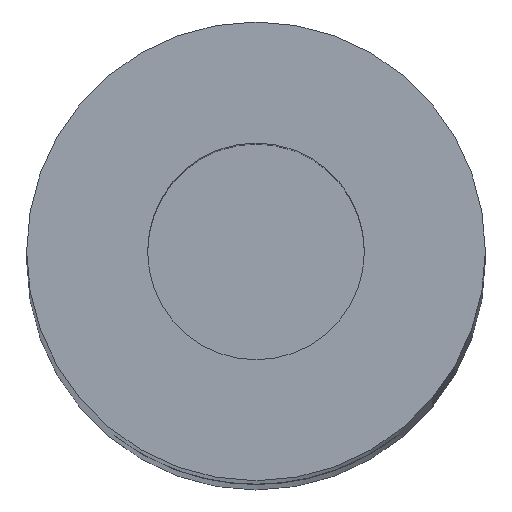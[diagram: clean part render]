
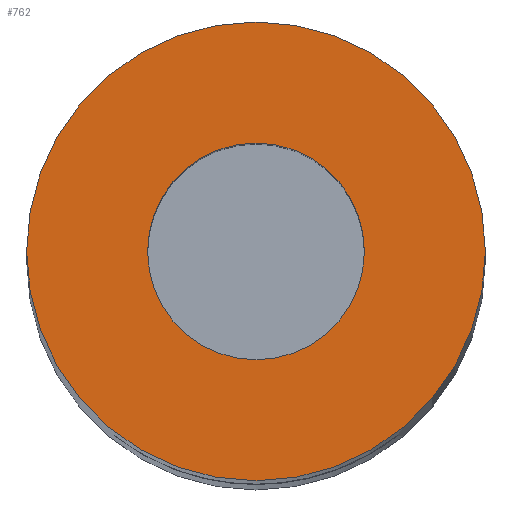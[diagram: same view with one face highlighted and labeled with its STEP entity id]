
A CAD part, top view. The second image highlights one B-rep face of the part: STEP entity #762.
In plain terms, the highlighted planar face has unit normal (0, 0, 1).
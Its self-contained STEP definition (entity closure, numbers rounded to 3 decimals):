
#37 = AXIS2_PLACEMENT_3D ( 'NONE', #319, #311, #303 ) ;
#42 = CIRCLE ( 'NONE', #459, 3. ) ;
#47 = CARTESIAN_POINT ( 'NONE',  ( 0., 0., 0. ) ) ;
#51 = VERTEX_POINT ( 'NONE', #342 ) ;
#69 = CARTESIAN_POINT ( 'NONE',  ( -6.35, 0., 0. ) ) ;
#82 = AXIS2_PLACEMENT_3D ( 'NONE', #633, #661, #485 ) ;
#88 = CIRCLE ( 'NONE', #96, 3. ) ;
#96 = AXIS2_PLACEMENT_3D ( 'NONE', #317, #312, #272 ) ;
#105 = DIRECTION ( 'NONE',  ( 0., 0., 1. ) ) ;
#174 = DIRECTION ( 'NONE',  ( 1., 0., 0. ) ) ;
#186 = EDGE_LOOP ( 'NONE', ( #630, #232 ) ) ;
#222 = CIRCLE ( 'NONE', #37, 6.35 ) ;
#232 = ORIENTED_EDGE ( 'NONE', *, *, #432, .T. ) ;
#234 = VERTEX_POINT ( 'NONE', #602 ) ;
#237 = EDGE_CURVE ( 'NONE', #234, #706, #446, .T. ) ;
#242 = CARTESIAN_POINT ( 'NONE',  ( 3., 0., 0. ) ) ;
#262 = ORIENTED_EDGE ( 'NONE', *, *, #797, .F. ) ;
#272 = DIRECTION ( 'NONE',  ( 1., 0., 0. ) ) ;
#303 = DIRECTION ( 'NONE',  ( 1., 0., 0. ) ) ;
#311 = DIRECTION ( 'NONE',  ( 0., 0., 1. ) ) ;
#312 = DIRECTION ( 'NONE',  ( 0., 0., 1. ) ) ;
#317 = CARTESIAN_POINT ( 'NONE',  ( 0., 0., 0. ) ) ;
#319 = CARTESIAN_POINT ( 'NONE',  ( 0., 0., 0. ) ) ;
#322 = FACE_BOUND ( 'NONE', #349, .T. ) ;
#342 = CARTESIAN_POINT ( 'NONE',  ( -3., 0., 0. ) ) ;
#349 = EDGE_LOOP ( 'NONE', ( #637, #262 ) ) ;
#372 = AXIS2_PLACEMENT_3D ( 'NONE', #734, #729, #721 ) ;
#432 = EDGE_CURVE ( 'NONE', #706, #234, #222, .T. ) ;
#446 = CIRCLE ( 'NONE', #372, 6.35 ) ;
#459 = AXIS2_PLACEMENT_3D ( 'NONE', #47, #105, #174 ) ;
#461 = PLANE ( 'NONE',  #82 ) ;
#485 = DIRECTION ( 'NONE',  ( -1., 0., 0. ) ) ;
#559 = EDGE_CURVE ( 'NONE', #678, #51, #88, .T. ) ;
#602 = CARTESIAN_POINT ( 'NONE',  ( 6.35, 0., 0. ) ) ;
#630 = ORIENTED_EDGE ( 'NONE', *, *, #237, .T. ) ;
#633 = CARTESIAN_POINT ( 'NONE',  ( 0., 0., 0. ) ) ;
#637 = ORIENTED_EDGE ( 'NONE', *, *, #559, .F. ) ;
#661 = DIRECTION ( 'NONE',  ( 0., 0., -1. ) ) ;
#678 = VERTEX_POINT ( 'NONE', #242 ) ;
#706 = VERTEX_POINT ( 'NONE', #69 ) ;
#721 = DIRECTION ( 'NONE',  ( 1., 0., 0. ) ) ;
#729 = DIRECTION ( 'NONE',  ( 0., 0., 1. ) ) ;
#734 = CARTESIAN_POINT ( 'NONE',  ( 0., 0., 0. ) ) ;
#762 = ADVANCED_FACE ( 'NONE', ( #322, #800 ), #461, .F. ) ;
#797 = EDGE_CURVE ( 'NONE', #51, #678, #42, .T. ) ;
#800 = FACE_OUTER_BOUND ( 'NONE', #186, .T. ) ;
